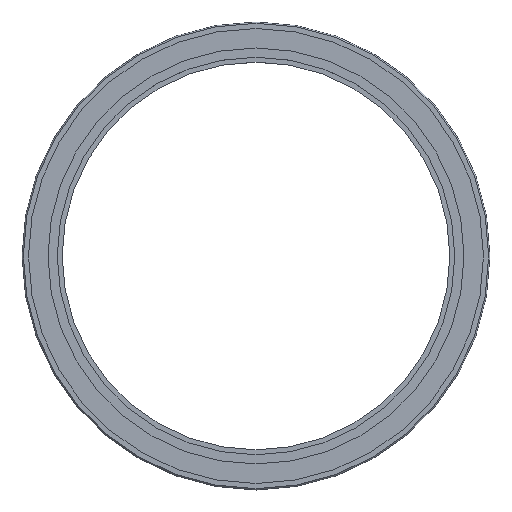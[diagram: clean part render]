
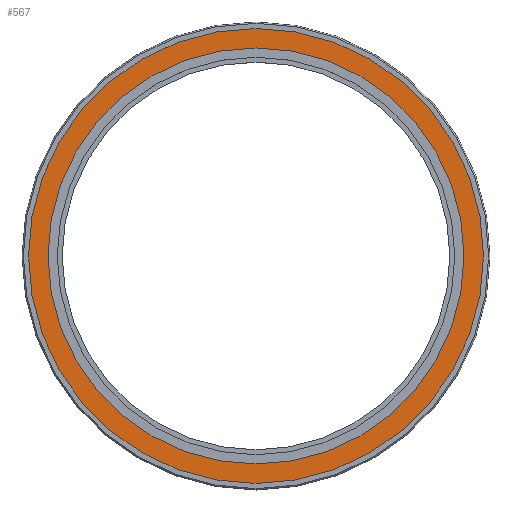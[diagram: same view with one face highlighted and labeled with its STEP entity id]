
A CAD part, top view. The second image highlights one B-rep face of the part: STEP entity #567.
In plain terms, the highlighted planar face has unit normal (0, 0, 1).
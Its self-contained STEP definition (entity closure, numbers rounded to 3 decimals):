
#451 = CYLINDRICAL_SURFACE('',#452,80.);
#452 = AXIS2_PLACEMENT_3D('',#453,#454,#455);
#453 = CARTESIAN_POINT('',(0.,0.,11.));
#454 = DIRECTION('',(0.,0.,-1.));
#455 = DIRECTION('',(-1.,0.,0.));
#491 = EDGE_CURVE('',#492,#492,#494,.T.);
#492 = VERTEX_POINT('',#493);
#493 = CARTESIAN_POINT('',(-80.,0.,10.));
#494 = SURFACE_CURVE('',#495,(#500,#529),.PCURVE_S1.);
#495 = CIRCLE('',#496,80.);
#496 = AXIS2_PLACEMENT_3D('',#497,#498,#499);
#497 = CARTESIAN_POINT('',(0.,0.,10.));
#498 = DIRECTION('',(0.,0.,-1.));
#499 = DIRECTION('',(-1.,0.,0.));
#500 = PCURVE('',#451,#501);
#501 = DEFINITIONAL_REPRESENTATION('',(#502),#528);
#502 = B_SPLINE_CURVE_WITH_KNOTS('',3,(#503,#504,#505,#506,#507,#508,
    #509,#510,#511,#512,#513,#514,#515,#516,#517,#518,#519,#520,#521,
    #522,#523,#524,#525,#526,#527),.UNSPECIFIED.,.F.,.F.,(4,1,1,1,1,1,1,
    1,1,1,1,1,1,1,1,1,1,1,1,1,1,1,4),(0.,0.286,
    0.571,0.857,1.142,1.428,
    1.714,1.999,2.285,2.57,
    2.856,3.142,3.427,3.713,
    3.998,4.284,4.57,4.855,
    5.141,5.426,5.712,5.998,
    6.283),.QUASI_UNIFORM_KNOTS.);
#503 = CARTESIAN_POINT('',(0.,1.));
#504 = CARTESIAN_POINT('',(0.095,1.));
#505 = CARTESIAN_POINT('',(0.286,1.));
#506 = CARTESIAN_POINT('',(0.571,1.));
#507 = CARTESIAN_POINT('',(0.857,1.));
#508 = CARTESIAN_POINT('',(1.142,1.));
#509 = CARTESIAN_POINT('',(1.428,1.));
#510 = CARTESIAN_POINT('',(1.714,1.));
#511 = CARTESIAN_POINT('',(1.999,1.));
#512 = CARTESIAN_POINT('',(2.285,1.));
#513 = CARTESIAN_POINT('',(2.57,1.));
#514 = CARTESIAN_POINT('',(2.856,1.));
#515 = CARTESIAN_POINT('',(3.142,1.));
#516 = CARTESIAN_POINT('',(3.427,1.));
#517 = CARTESIAN_POINT('',(3.713,1.));
#518 = CARTESIAN_POINT('',(3.998,1.));
#519 = CARTESIAN_POINT('',(4.284,1.));
#520 = CARTESIAN_POINT('',(4.57,1.));
#521 = CARTESIAN_POINT('',(4.855,1.));
#522 = CARTESIAN_POINT('',(5.141,1.));
#523 = CARTESIAN_POINT('',(5.426,1.));
#524 = CARTESIAN_POINT('',(5.712,1.));
#525 = CARTESIAN_POINT('',(5.998,1.));
#526 = CARTESIAN_POINT('',(6.188,1.));
#527 = CARTESIAN_POINT('',(6.283,1.));
#528 = ( GEOMETRIC_REPRESENTATION_CONTEXT(2) 
PARAMETRIC_REPRESENTATION_CONTEXT() REPRESENTATION_CONTEXT('2D SPACE',''
  ) );
#529 = PCURVE('',#530,#535);
#530 = PLANE('',#531);
#531 = AXIS2_PLACEMENT_3D('',#532,#533,#534);
#532 = CARTESIAN_POINT('',(-83.75,0.,10.));
#533 = DIRECTION('',(0.,0.,1.));
#534 = DIRECTION('',(1.,0.,0.));
#535 = DEFINITIONAL_REPRESENTATION('',(#536),#544);
#536 = ( BOUNDED_CURVE() B_SPLINE_CURVE(2,(#537,#538,#539,#540,#541,#542
,#543),.UNSPECIFIED.,.F.,.F.) B_SPLINE_CURVE_WITH_KNOTS((1,2,2,2,2,1),(
    -2.094,0.,2.094,4.189,6.283,
8.378),.UNSPECIFIED.) CURVE() GEOMETRIC_REPRESENTATION_ITEM() 
RATIONAL_B_SPLINE_CURVE((1.,0.5,1.,0.5,1.,0.5,1.)) REPRESENTATION_ITEM(
  '') );
#537 = CARTESIAN_POINT('',(3.75,0.));
#538 = CARTESIAN_POINT('',(3.75,138.564));
#539 = CARTESIAN_POINT('',(123.75,69.282));
#540 = CARTESIAN_POINT('',(243.75,0.));
#541 = CARTESIAN_POINT('',(123.75,-69.282));
#542 = CARTESIAN_POINT('',(3.75,-138.564));
#543 = CARTESIAN_POINT('',(3.75,0.));
#544 = ( GEOMETRIC_REPRESENTATION_CONTEXT(2) 
PARAMETRIC_REPRESENTATION_CONTEXT() REPRESENTATION_CONTEXT('2D SPACE',''
  ) );
#567 = ADVANCED_FACE('',(#568,#625),#530,.T.);
#568 = FACE_BOUND('',#569,.T.);
#569 = EDGE_LOOP('',(#570));
#570 = ORIENTED_EDGE('',*,*,#571,.F.);
#571 = EDGE_CURVE('',#572,#572,#574,.T.);
#572 = VERTEX_POINT('',#573);
#573 = CARTESIAN_POINT('',(-87.5,0.,10.));
#574 = SURFACE_CURVE('',#575,(#580,#591),.PCURVE_S1.);
#575 = CIRCLE('',#576,87.5);
#576 = AXIS2_PLACEMENT_3D('',#577,#578,#579);
#577 = CARTESIAN_POINT('',(0.,0.,10.));
#578 = DIRECTION('',(0.,0.,-1.));
#579 = DIRECTION('',(-1.,0.,0.));
#580 = PCURVE('',#530,#581);
#581 = DEFINITIONAL_REPRESENTATION('',(#582),#590);
#582 = ( BOUNDED_CURVE() B_SPLINE_CURVE(2,(#583,#584,#585,#586,#587,#588
,#589),.UNSPECIFIED.,.F.,.F.) B_SPLINE_CURVE_WITH_KNOTS((1,2,2,2,2,1),(
    -2.094,0.,2.094,4.189,6.283,
8.378),.UNSPECIFIED.) CURVE() GEOMETRIC_REPRESENTATION_ITEM() 
RATIONAL_B_SPLINE_CURVE((1.,0.5,1.,0.5,1.,0.5,1.)) REPRESENTATION_ITEM(
  '') );
#583 = CARTESIAN_POINT('',(-3.75,0.));
#584 = CARTESIAN_POINT('',(-3.75,151.554));
#585 = CARTESIAN_POINT('',(127.5,75.777));
#586 = CARTESIAN_POINT('',(258.75,0.));
#587 = CARTESIAN_POINT('',(127.5,-75.777));
#588 = CARTESIAN_POINT('',(-3.75,-151.554));
#589 = CARTESIAN_POINT('',(-3.75,0.));
#590 = ( GEOMETRIC_REPRESENTATION_CONTEXT(2) 
PARAMETRIC_REPRESENTATION_CONTEXT() REPRESENTATION_CONTEXT('2D SPACE',''
  ) );
#591 = PCURVE('',#592,#597);
#592 = CYLINDRICAL_SURFACE('',#593,87.5);
#593 = AXIS2_PLACEMENT_3D('',#594,#595,#596);
#594 = CARTESIAN_POINT('',(0.,0.,11.));
#595 = DIRECTION('',(0.,0.,-1.));
#596 = DIRECTION('',(-1.,0.,0.));
#597 = DEFINITIONAL_REPRESENTATION('',(#598),#624);
#598 = B_SPLINE_CURVE_WITH_KNOTS('',3,(#599,#600,#601,#602,#603,#604,
    #605,#606,#607,#608,#609,#610,#611,#612,#613,#614,#615,#616,#617,
    #618,#619,#620,#621,#622,#623),.UNSPECIFIED.,.F.,.F.,(4,1,1,1,1,1,1,
    1,1,1,1,1,1,1,1,1,1,1,1,1,1,1,4),(0.,0.286,
    0.571,0.857,1.142,1.428,
    1.714,1.999,2.285,2.57,
    2.856,3.142,3.427,3.713,
    3.998,4.284,4.57,4.855,
    5.141,5.426,5.712,5.998,
    6.283),.QUASI_UNIFORM_KNOTS.);
#599 = CARTESIAN_POINT('',(0.,1.));
#600 = CARTESIAN_POINT('',(0.095,1.));
#601 = CARTESIAN_POINT('',(0.286,1.));
#602 = CARTESIAN_POINT('',(0.571,1.));
#603 = CARTESIAN_POINT('',(0.857,1.));
#604 = CARTESIAN_POINT('',(1.142,1.));
#605 = CARTESIAN_POINT('',(1.428,1.));
#606 = CARTESIAN_POINT('',(1.714,1.));
#607 = CARTESIAN_POINT('',(1.999,1.));
#608 = CARTESIAN_POINT('',(2.285,1.));
#609 = CARTESIAN_POINT('',(2.57,1.));
#610 = CARTESIAN_POINT('',(2.856,1.));
#611 = CARTESIAN_POINT('',(3.142,1.));
#612 = CARTESIAN_POINT('',(3.427,1.));
#613 = CARTESIAN_POINT('',(3.713,1.));
#614 = CARTESIAN_POINT('',(3.998,1.));
#615 = CARTESIAN_POINT('',(4.284,1.));
#616 = CARTESIAN_POINT('',(4.57,1.));
#617 = CARTESIAN_POINT('',(4.855,1.));
#618 = CARTESIAN_POINT('',(5.141,1.));
#619 = CARTESIAN_POINT('',(5.426,1.));
#620 = CARTESIAN_POINT('',(5.712,1.));
#621 = CARTESIAN_POINT('',(5.998,1.));
#622 = CARTESIAN_POINT('',(6.188,1.));
#623 = CARTESIAN_POINT('',(6.283,1.));
#624 = ( GEOMETRIC_REPRESENTATION_CONTEXT(2) 
PARAMETRIC_REPRESENTATION_CONTEXT() REPRESENTATION_CONTEXT('2D SPACE',''
  ) );
#625 = FACE_BOUND('',#626,.T.);
#626 = EDGE_LOOP('',(#627));
#627 = ORIENTED_EDGE('',*,*,#491,.T.);
